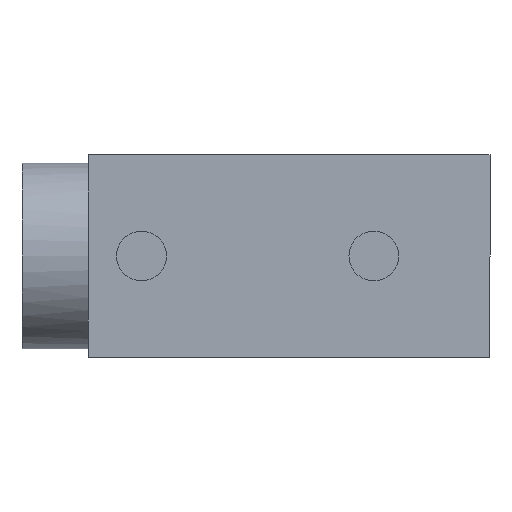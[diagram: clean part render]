
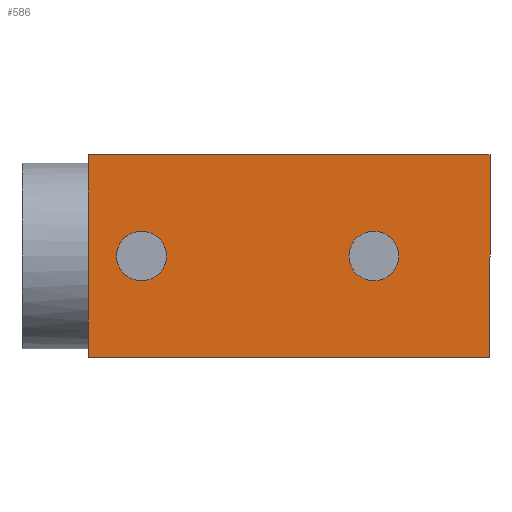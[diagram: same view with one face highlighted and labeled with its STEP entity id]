
A CAD part, front view. The second image highlights one B-rep face of the part: STEP entity #586.
In plain terms, the highlighted planar face has unit normal (0, -1, 0).
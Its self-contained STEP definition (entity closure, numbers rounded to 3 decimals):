
#5 = ORIENTED_EDGE ( 'NONE', *, *, #133, .F. ) ;
#9 = EDGE_CURVE ( 'NONE', #141, #346, #223, .T. ) ;
#11 = CARTESIAN_POINT ( 'NONE',  ( 12.1, 0., 3.05 ) ) ;
#13 = VERTEX_POINT ( 'NONE', #70 ) ;
#16 = DIRECTION ( 'NONE',  ( 0., 0., 1. ) ) ;
#19 = EDGE_CURVE ( 'NONE', #114, #245, #342, .T. ) ;
#22 = CARTESIAN_POINT ( 'NONE',  ( 1.6, 0., 0. ) ) ;
#23 = LINE ( 'NONE', #511, #255 ) ;
#25 = CARTESIAN_POINT ( 'NONE',  ( 0., 0., 3.05 ) ) ;
#32 = EDGE_CURVE ( 'NONE', #346, #141, #91, .T. ) ;
#34 = DIRECTION ( 'NONE',  ( 0., 0., 1. ) ) ;
#35 = EDGE_LOOP ( 'NONE', ( #276, #219 ) ) ;
#40 = CARTESIAN_POINT ( 'NONE',  ( 8.6, 0., 0. ) ) ;
#57 = CARTESIAN_POINT ( 'NONE',  ( 8.6, 0., 0. ) ) ;
#70 = CARTESIAN_POINT ( 'NONE',  ( 0., 0., 1.261 ) ) ;
#78 = DIRECTION ( 'NONE',  ( 0., 0., 1. ) ) ;
#91 = CIRCLE ( 'NONE', #366, 0.75 ) ;
#96 = EDGE_LOOP ( 'NONE', ( #582, #473, #353, #380, #497, #451 ) ) ;
#97 = EDGE_CURVE ( 'NONE', #394, #13, #426, .T. ) ;
#107 = DIRECTION ( 'NONE',  ( 0., 0., 1. ) ) ;
#112 = CARTESIAN_POINT ( 'NONE',  ( 0., 0., -3.05 ) ) ;
#114 = VERTEX_POINT ( 'NONE', #25 ) ;
#133 = EDGE_CURVE ( 'NONE', #572, #142, #413, .T. ) ;
#137 = DIRECTION ( 'NONE',  ( 0., 0., 1. ) ) ;
#139 = CARTESIAN_POINT ( 'NONE',  ( 0., 0., -3.05 ) ) ;
#141 = VERTEX_POINT ( 'NONE', #345 ) ;
#142 = VERTEX_POINT ( 'NONE', #577 ) ;
#143 = EDGE_CURVE ( 'NONE', #245, #557, #275, .T. ) ;
#144 = AXIS2_PLACEMENT_3D ( 'NONE', #373, #420, #137 ) ;
#150 = VECTOR ( 'NONE', #293, 1000. ) ;
#169 = EDGE_CURVE ( 'NONE', #606, #394, #530, .T. ) ;
#174 = CARTESIAN_POINT ( 'NONE',  ( 1.6, 0., 0. ) ) ;
#184 = VECTOR ( 'NONE', #399, 1000. ) ;
#185 = CARTESIAN_POINT ( 'NONE',  ( 0., 0., 3.05 ) ) ;
#189 = DIRECTION ( 'NONE',  ( 0., 0., 1. ) ) ;
#190 = CARTESIAN_POINT ( 'NONE',  ( 0., 0., -3.05 ) ) ;
#209 = DIRECTION ( 'NONE',  ( -1., 0., 0. ) ) ;
#219 = ORIENTED_EDGE ( 'NONE', *, *, #32, .F. ) ;
#223 = CIRCLE ( 'NONE', #298, 0.75 ) ;
#225 = CARTESIAN_POINT ( 'NONE',  ( 12.1, 0., -3.05 ) ) ;
#231 = CARTESIAN_POINT ( 'NONE',  ( 8.6, 0., -0.75 ) ) ;
#245 = VERTEX_POINT ( 'NONE', #11 ) ;
#255 = VECTOR ( 'NONE', #209, 1000. ) ;
#270 = CARTESIAN_POINT ( 'NONE',  ( 1.6, 0., -0.75 ) ) ;
#275 = LINE ( 'NONE', #495, #150 ) ;
#276 = ORIENTED_EDGE ( 'NONE', *, *, #9, .F. ) ;
#286 = EDGE_LOOP ( 'NONE', ( #585, #5 ) ) ;
#287 = LINE ( 'NONE', #139, #548 ) ;
#293 = DIRECTION ( 'NONE',  ( 0., 0., -1. ) ) ;
#298 = AXIS2_PLACEMENT_3D ( 'NONE', #22, #536, #189 ) ;
#300 = CARTESIAN_POINT ( 'NONE',  ( 0., 0., -3.05 ) ) ;
#301 = FACE_OUTER_BOUND ( 'NONE', #96, .T. ) ;
#308 = EDGE_CURVE ( 'NONE', #13, #114, #287, .T. ) ;
#336 = EDGE_CURVE ( 'NONE', #557, #606, #23, .T. ) ;
#337 = AXIS2_PLACEMENT_3D ( 'NONE', #40, #371, #78 ) ;
#342 = LINE ( 'NONE', #185, #576 ) ;
#345 = CARTESIAN_POINT ( 'NONE',  ( 1.6, 0., 0.75 ) ) ;
#346 = VERTEX_POINT ( 'NONE', #270 ) ;
#353 = ORIENTED_EDGE ( 'NONE', *, *, #143, .F. ) ;
#359 = DIRECTION ( 'NONE',  ( 0., -1., 0. ) ) ;
#366 = AXIS2_PLACEMENT_3D ( 'NONE', #174, #359, #34 ) ;
#368 = AXIS2_PLACEMENT_3D ( 'NONE', #57, #533, #16 ) ;
#371 = DIRECTION ( 'NONE',  ( 0., -1., 0. ) ) ;
#373 = CARTESIAN_POINT ( 'NONE',  ( 0., 0., 0. ) ) ;
#380 = ORIENTED_EDGE ( 'NONE', *, *, #19, .F. ) ;
#388 = VECTOR ( 'NONE', #107, 1000. ) ;
#394 = VERTEX_POINT ( 'NONE', #541 ) ;
#399 = DIRECTION ( 'NONE',  ( 0., 0., 1. ) ) ;
#413 = CIRCLE ( 'NONE', #368, 0.75 ) ;
#419 = FACE_BOUND ( 'NONE', #286, .T. ) ;
#420 = DIRECTION ( 'NONE',  ( 0., 1., 0. ) ) ;
#426 = LINE ( 'NONE', #112, #184 ) ;
#431 = CIRCLE ( 'NONE', #337, 0.75 ) ;
#451 = ORIENTED_EDGE ( 'NONE', *, *, #97, .F. ) ;
#468 = DIRECTION ( 'NONE',  ( 1., 0., 0. ) ) ;
#473 = ORIENTED_EDGE ( 'NONE', *, *, #336, .F. ) ;
#495 = CARTESIAN_POINT ( 'NONE',  ( 12.1, 0., -3.05 ) ) ;
#497 = ORIENTED_EDGE ( 'NONE', *, *, #308, .F. ) ;
#511 = CARTESIAN_POINT ( 'NONE',  ( 0., 0., -3.05 ) ) ;
#522 = EDGE_CURVE ( 'NONE', #142, #572, #431, .T. ) ;
#530 = LINE ( 'NONE', #300, #388 ) ;
#533 = DIRECTION ( 'NONE',  ( 0., -1., 0. ) ) ;
#536 = DIRECTION ( 'NONE',  ( 0., -1., 0. ) ) ;
#541 = CARTESIAN_POINT ( 'NONE',  ( 0., 0., -1.261 ) ) ;
#548 = VECTOR ( 'NONE', #555, 1000. ) ;
#555 = DIRECTION ( 'NONE',  ( 0., 0., 1. ) ) ;
#557 = VERTEX_POINT ( 'NONE', #225 ) ;
#572 = VERTEX_POINT ( 'NONE', #231 ) ;
#576 = VECTOR ( 'NONE', #468, 1000. ) ;
#577 = CARTESIAN_POINT ( 'NONE',  ( 8.6, 0., 0.75 ) ) ;
#582 = ORIENTED_EDGE ( 'NONE', *, *, #169, .F. ) ;
#585 = ORIENTED_EDGE ( 'NONE', *, *, #522, .F. ) ;
#586 = ADVANCED_FACE ( 'NONE', ( #419, #597, #301 ), #605, .F. ) ;
#597 = FACE_BOUND ( 'NONE', #35, .T. ) ;
#605 = PLANE ( 'NONE',  #144 ) ;
#606 = VERTEX_POINT ( 'NONE', #190 ) ;
